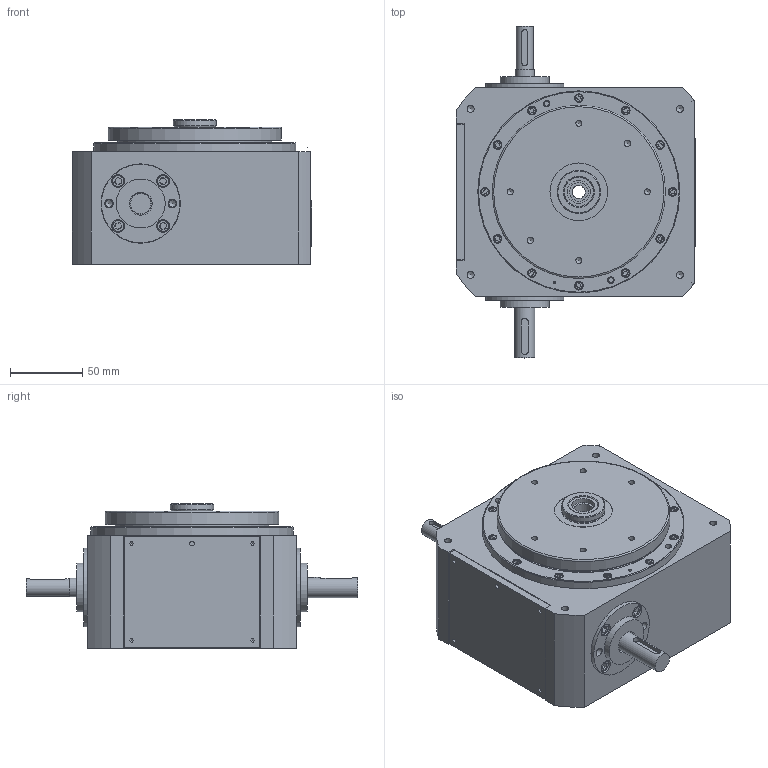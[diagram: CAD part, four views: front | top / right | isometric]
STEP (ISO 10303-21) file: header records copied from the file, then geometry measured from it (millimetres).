
FILE_DESCRIPTION(/* description */ ('Unknown'),/* implementation_level */ '2;1');
FILE_NAME(/* name */ 'T10 + Foratura STD + Albero lato STD',/* time_stamp */ '2020-12-21T08:12:06+01:00',/* author */ ('Unknown'),/* organization */ ('Unknown'),/* preprocessor_version */ 'ST-DEVELOPER v16.7',/* originating_system */ 'DEX',/* authorisation */ $);
FILE_SCHEMA (('AUTOMOTIVE_DESIGN {1 0 10303 214 3 1 1}'));
Products named in the file (1): Parte1
Bounding box: 166.09 x 230 x 100 mm (x, y, z)
Volume: 250236.5 mm3; surface area: 223657.4 mm2
Topology: 4 solids, 7 shells, 1971 faces, 4590 edges, 2951 vertices
Faces by surface type: plane 1227, bspline 364, cylinder 253, cone 88, torus 32, sphere 7
Full cylindrical faces by diameter (mm): 2 x2, 2.459 x4, 2.5 x2, 3 x25, 3.242 x3, 3.6 x11, 4.134 x8, 4.5 x4, 4.917 x16, 5 x7, 5.5 x13, 6 x21, 8.16 x1, 8.376 x1, 8.5 x8, 9 x9, 12 x1, 12.917 x2, 13 x1, 13.4 x1, 14 x1, 15 x4, 16 x3, 17 x1, 18.095 x1, 20 x1, 20.55 x1, 24.5 x1, 26 x3, 27 x2
Entity records: 136824 total; most frequent: CARTESIAN_POINT 83667, ORIENTED_EDGE 8132, DIRECTION 6781, EDGE_CURVE 4066, VERTEX_POINT 2857, FACE_BOUND 2733, EDGE_LOOP 2707, LINE 2561
